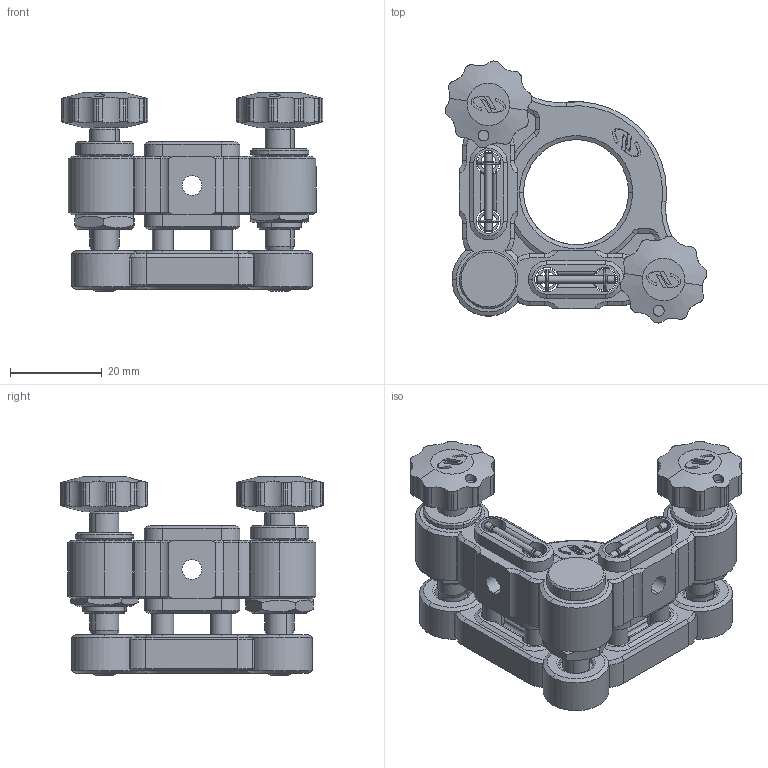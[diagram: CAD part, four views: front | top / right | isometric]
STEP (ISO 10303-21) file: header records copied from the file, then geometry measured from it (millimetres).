
FILE_DESCRIPTION((''),'2;1');
FILE_NAME('NEWPORT-SU100-F2K-254','2024-02-28T22:16:54',('Administrator'),(''),'CREO PARAMETRIC BY PTC INC, 2019292','CREO PARAMETRIC BY PTC INC, 2019292','');
FILE_SCHEMA(('AUTOMOTIVE_DESIGN { 1 0 10303 214 1 1 1 1 }'));
Length unit declared in the file: inch
Products named in the file (1): NEWPORT-SU100-F2K-254
Bounding box: 56.99 x 57 x 43.22 mm (x, y, z)
Volume: 933.1 mm3; surface area: 21119.3 mm2
Topology: 13 solids, 14 shells, 1267 faces, 3299 edges, 2070 vertices
Faces by surface type: plane 535, cylinder 378, cone 336, torus 16, sphere 2
Entity records: 49969 total; most frequent: CARTESIAN_POINT 8936, ORIENTED_EDGE 6566, DIRECTION 6380, EDGE_CURVE 3287, PRESENTATION_STYLE_ASSIGNMENT 2951, STYLED_ITEM 2951, CURVE_STYLE 2688, AXIS2_PLACEMENT_3D 2257
